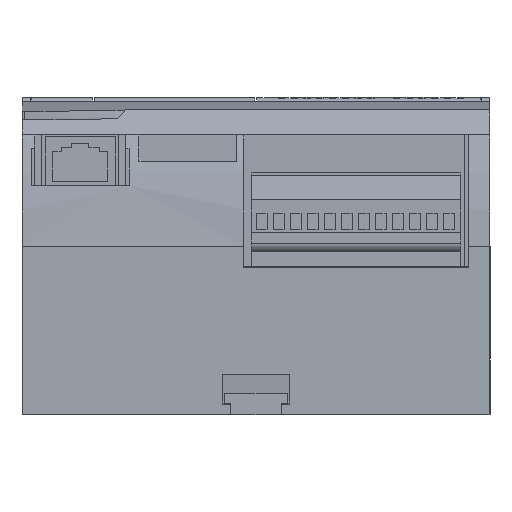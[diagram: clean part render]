
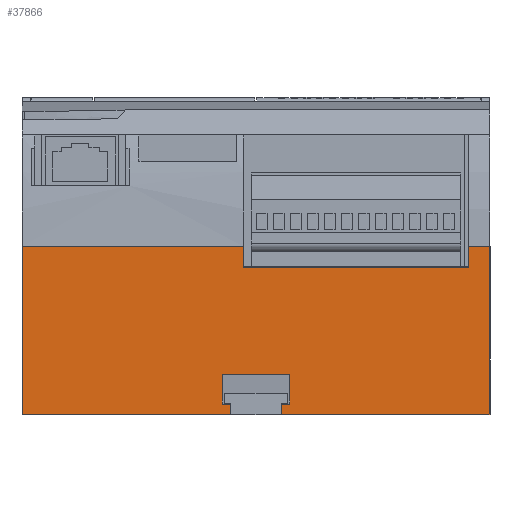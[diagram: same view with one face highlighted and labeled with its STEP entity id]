
A CAD part, front view. The second image highlights one B-rep face of the part: STEP entity #37866.
In plain terms, the highlighted planar face has unit normal (0, -1, 0).
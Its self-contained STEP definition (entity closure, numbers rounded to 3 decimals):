
#31937=FACE_OUTER_BOUND('',#45910,.T.);
#37866=ADVANCED_FACE('',(#31937),#41888,.T.);
#41888=PLANE('',#102412);
#45910=EDGE_LOOP('',(#50537,#50538,#50539,#50540,#50541,#50542,#50543,#50544,
#50545,#50546,#50547,#50548,#50549,#50550,#50551,#50552));
#50537=ORIENTED_EDGE('',*,*,#76259,.T.);
#50538=ORIENTED_EDGE('',*,*,#76260,.F.);
#50539=ORIENTED_EDGE('',*,*,#76261,.T.);
#50540=ORIENTED_EDGE('',*,*,#76262,.T.);
#50541=ORIENTED_EDGE('',*,*,#76263,.T.);
#50542=ORIENTED_EDGE('',*,*,#76264,.F.);
#50543=ORIENTED_EDGE('',*,*,#76265,.F.);
#50544=ORIENTED_EDGE('',*,*,#76266,.T.);
#50545=ORIENTED_EDGE('',*,*,#76267,.T.);
#50546=ORIENTED_EDGE('',*,*,#76268,.F.);
#50547=ORIENTED_EDGE('',*,*,#76269,.F.);
#50548=ORIENTED_EDGE('',*,*,#76270,.F.);
#50549=ORIENTED_EDGE('',*,*,#76201,.T.);
#50550=ORIENTED_EDGE('',*,*,#76271,.T.);
#50551=ORIENTED_EDGE('',*,*,#76213,.T.);
#50552=ORIENTED_EDGE('',*,*,#76258,.F.);
#69744=VERTEX_POINT('',#123197);
#69745=VERTEX_POINT('',#123199);
#69749=VERTEX_POINT('',#123208);
#69756=VERTEX_POINT('',#123222);
#69798=VERTEX_POINT('',#123314);
#69799=VERTEX_POINT('',#123318);
#69800=VERTEX_POINT('',#123320);
#69801=VERTEX_POINT('',#123322);
#69802=VERTEX_POINT('',#123324);
#69803=VERTEX_POINT('',#123326);
#69804=VERTEX_POINT('',#123328);
#69805=VERTEX_POINT('',#123330);
#69806=VERTEX_POINT('',#123332);
#69807=VERTEX_POINT('',#123334);
#69808=VERTEX_POINT('',#123336);
#69809=VERTEX_POINT('',#123338);
#76201=EDGE_CURVE('',#69745,#69744,#85764,.T.);
#76213=EDGE_CURVE('',#69749,#69756,#85774,.T.);
#76258=EDGE_CURVE('',#69798,#69756,#85803,.T.);
#76259=EDGE_CURVE('',#69798,#69799,#85804,.T.);
#76260=EDGE_CURVE('',#69800,#69799,#85805,.T.);
#76261=EDGE_CURVE('',#69800,#69801,#85806,.T.);
#76262=EDGE_CURVE('',#69801,#69802,#85807,.T.);
#76263=EDGE_CURVE('',#69802,#69803,#85808,.T.);
#76264=EDGE_CURVE('',#69804,#69803,#85809,.T.);
#76265=EDGE_CURVE('',#69805,#69804,#85810,.T.);
#76266=EDGE_CURVE('',#69805,#69806,#85811,.T.);
#76267=EDGE_CURVE('',#69806,#69807,#85812,.T.);
#76268=EDGE_CURVE('',#69808,#69807,#85813,.T.);
#76269=EDGE_CURVE('',#69809,#69808,#85814,.T.);
#76270=EDGE_CURVE('',#69745,#69809,#85815,.T.);
#76271=EDGE_CURVE('',#69744,#69749,#85816,.T.);
#85764=LINE('',#123198,#93815);
#85774=LINE('',#123223,#93825);
#85803=LINE('',#123315,#93854);
#85804=LINE('',#123317,#93855);
#85805=LINE('',#123319,#93856);
#85806=LINE('',#123321,#93857);
#85807=LINE('',#123323,#93858);
#85808=LINE('',#123325,#93859);
#85809=LINE('',#123327,#93860);
#85810=LINE('',#123329,#93861);
#85811=LINE('',#123331,#93862);
#85812=LINE('',#123333,#93863);
#85813=LINE('',#123335,#93864);
#85814=LINE('',#123337,#93865);
#85815=LINE('',#123339,#93866);
#85816=LINE('',#123340,#93867);
#93815=VECTOR('',#106365,1.);
#93825=VECTOR('',#106381,1.);
#93854=VECTOR('',#106448,1.);
#93855=VECTOR('',#106451,1.);
#93856=VECTOR('',#106452,1.);
#93857=VECTOR('',#106453,1.);
#93858=VECTOR('',#106454,1.);
#93859=VECTOR('',#106455,1.);
#93860=VECTOR('',#106456,1.);
#93861=VECTOR('',#106457,1.);
#93862=VECTOR('',#106458,1.);
#93863=VECTOR('',#106459,1.);
#93864=VECTOR('',#106460,1.);
#93865=VECTOR('',#106461,1.);
#93866=VECTOR('',#106462,1.);
#93867=VECTOR('',#106463,1.);
#102412=AXIS2_PLACEMENT_3D('',#123341,#106464,#106465);
#106365=DIRECTION('',(0.,0.,-1.));
#106381=DIRECTION('',(0.,0.,1.));
#106448=DIRECTION('',(1.,0.,0.));
#106451=DIRECTION('',(0.,0.,-1.));
#106452=DIRECTION('',(-1.,0.,0.));
#106453=DIRECTION('',(0.,0.,1.));
#106454=DIRECTION('',(-1.,0.,0.));
#106455=DIRECTION('',(0.,0.,1.));
#106456=DIRECTION('',(-1.,0.,0.));
#106457=DIRECTION('',(0.,0.,1.));
#106458=DIRECTION('',(-1.,0.,0.));
#106459=DIRECTION('',(0.,0.,-1.));
#106460=DIRECTION('',(-1.,0.,0.));
#106461=DIRECTION('',(0.,0.,-1.));
#106462=DIRECTION('',(1.,0.,0.));
#106463=DIRECTION('',(-1.,0.,0.));
#106464=DIRECTION('',(0.,-1.,0.));
#106465=DIRECTION('',(1.,0.,0.));
#123197=CARTESIAN_POINT('',(105.,0.,34.1));
#123198=CARTESIAN_POINT('',(105.,0.,84.1));
#123199=CARTESIAN_POINT('',(105.,0.,39.1));
#123208=CARTESIAN_POINT('',(52.1,0.,34.1));
#123222=CARTESIAN_POINT('',(52.1,0.,39.1));
#123223=CARTESIAN_POINT('',(52.1,0.,84.1));
#123314=CARTESIAN_POINT('',(0.,0.,39.1));
#123315=CARTESIAN_POINT('',(0.,0.,39.1));
#123317=CARTESIAN_POINT('',(0.,0.,84.1));
#123318=CARTESIAN_POINT('',(0.,0.,-0.4));
#123319=CARTESIAN_POINT('',(110.,0.,-0.4));
#123320=CARTESIAN_POINT('',(49.,0.,-0.4));
#123321=CARTESIAN_POINT('',(49.,0.,34.1));
#123322=CARTESIAN_POINT('',(49.,0.,2.078));
#123323=CARTESIAN_POINT('',(62.95,0.,2.078));
#123324=CARTESIAN_POINT('',(47.05,0.,2.078));
#123325=CARTESIAN_POINT('',(47.05,0.,2.078));
#123326=CARTESIAN_POINT('',(47.05,0.,9.078));
#123327=CARTESIAN_POINT('',(62.95,0.,9.078));
#123328=CARTESIAN_POINT('',(62.95,0.,9.078));
#123329=CARTESIAN_POINT('',(62.95,0.,2.078));
#123330=CARTESIAN_POINT('',(62.95,0.,2.078));
#123331=CARTESIAN_POINT('',(62.95,0.,2.078));
#123332=CARTESIAN_POINT('',(61.,0.,2.078));
#123333=CARTESIAN_POINT('',(61.,0.,34.1));
#123334=CARTESIAN_POINT('',(61.,0.,-0.4));
#123335=CARTESIAN_POINT('',(110.,0.,-0.4));
#123336=CARTESIAN_POINT('',(110.,0.,-0.4));
#123337=CARTESIAN_POINT('',(110.,0.,84.1));
#123338=CARTESIAN_POINT('',(110.,0.,39.1));
#123339=CARTESIAN_POINT('',(0.,0.,39.1));
#123340=CARTESIAN_POINT('',(110.,0.,34.1));
#123341=CARTESIAN_POINT('',(52.195,0.,84.1));
